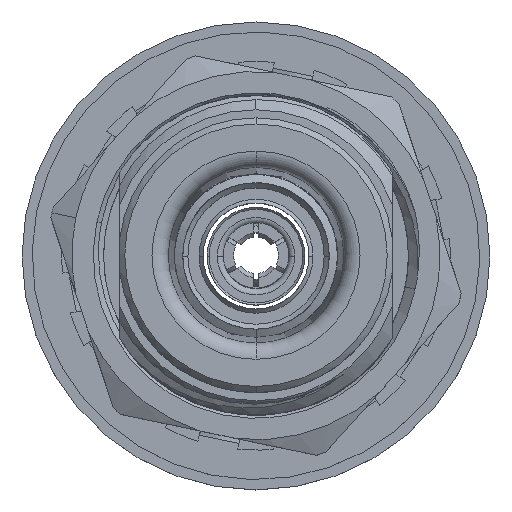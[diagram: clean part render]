
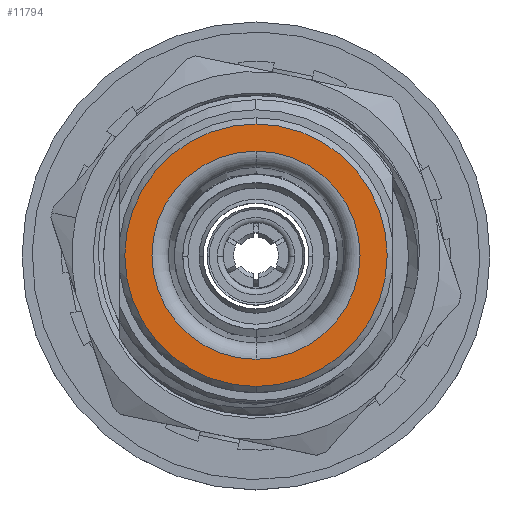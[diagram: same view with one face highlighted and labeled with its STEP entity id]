
A CAD part, top view. The second image highlights one B-rep face of the part: STEP entity #11794.
In plain terms, the highlighted planar face has unit normal (0, 0, 1).
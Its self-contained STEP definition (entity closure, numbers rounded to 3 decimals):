
#1887 = CARTESIAN_POINT ( 'NONE',  ( 0., 5.114, 25.7 ) ) ;
#2453 = DIRECTION ( 'NONE',  ( 0., 0., 1. ) ) ;
#3862 = DIRECTION ( 'NONE',  ( 0., 0., 1. ) ) ;
#3882 = ORIENTED_EDGE ( 'NONE', *, *, #32372, .T. ) ;
#9496 = EDGE_CURVE ( 'NONE', #25703, #58972, #38840, .T. ) ;
#11794 = ADVANCED_FACE ( 'NONE', ( #44672, #25710 ), #54418, .T. ) ;
#13741 = CIRCLE ( 'NONE', #47912, 5.114 ) ;
#16743 = CIRCLE ( 'NONE', #22618, 5.114 ) ;
#16878 = CARTESIAN_POINT ( 'NONE',  ( 0., -6.45, 25.7 ) ) ;
#17328 = DIRECTION ( 'NONE',  ( 0., -1., 0. ) ) ;
#18299 = CARTESIAN_POINT ( 'NONE',  ( 0., 0., 25.7 ) ) ;
#18409 = CARTESIAN_POINT ( 'NONE',  ( 0., 0., 25.7 ) ) ;
#19155 = DIRECTION ( 'NONE',  ( 0., -1., 0. ) ) ;
#22314 = AXIS2_PLACEMENT_3D ( 'NONE', #46978, #52142, #19155 ) ;
#22618 = AXIS2_PLACEMENT_3D ( 'NONE', #18409, #27597, #40461 ) ;
#24098 = ORIENTED_EDGE ( 'NONE', *, *, #41228, .T. ) ;
#24781 = VERTEX_POINT ( 'NONE', #1887 ) ;
#25703 = VERTEX_POINT ( 'NONE', #30805 ) ;
#25710 = FACE_BOUND ( 'NONE', #32772, .T. ) ;
#27597 = DIRECTION ( 'NONE',  ( 0., 0., -1. ) ) ;
#30805 = CARTESIAN_POINT ( 'NONE',  ( 0., 6.45, 25.7 ) ) ;
#31370 = AXIS2_PLACEMENT_3D ( 'NONE', #45483, #3862, #17328 ) ;
#32372 = EDGE_CURVE ( 'NONE', #24781, #42359, #16743, .T. ) ;
#32772 = EDGE_LOOP ( 'NONE', ( #3882, #39666 ) ) ;
#34881 = CARTESIAN_POINT ( 'NONE',  ( 0., -5.114, 25.7 ) ) ;
#38840 = CIRCLE ( 'NONE', #22314, 6.45 ) ;
#39666 = ORIENTED_EDGE ( 'NONE', *, *, #43401, .T. ) ;
#39835 = ORIENTED_EDGE ( 'NONE', *, *, #9496, .T. ) ;
#40461 = DIRECTION ( 'NONE',  ( 0., 1., 0. ) ) ;
#41228 = EDGE_CURVE ( 'NONE', #58972, #25703, #57676, .T. ) ;
#42359 = VERTEX_POINT ( 'NONE', #34881 ) ;
#42424 = DIRECTION ( 'NONE',  ( 0., 1., 0. ) ) ;
#43401 = EDGE_CURVE ( 'NONE', #42359, #24781, #13741, .T. ) ;
#43728 = DIRECTION ( 'NONE',  ( 0., -1., 0. ) ) ;
#44366 = CARTESIAN_POINT ( 'NONE',  ( 0., 5.114, 25.7 ) ) ;
#44672 = FACE_OUTER_BOUND ( 'NONE', #49318, .T. ) ;
#45483 = CARTESIAN_POINT ( 'NONE',  ( 0., 0., 25.7 ) ) ;
#45796 = AXIS2_PLACEMENT_3D ( 'NONE', #44366, #2453, #43728 ) ;
#46725 = DIRECTION ( 'NONE',  ( 0., 0., -1. ) ) ;
#46978 = CARTESIAN_POINT ( 'NONE',  ( 0., 0., 25.7 ) ) ;
#47912 = AXIS2_PLACEMENT_3D ( 'NONE', #18299, #46725, #42424 ) ;
#49318 = EDGE_LOOP ( 'NONE', ( #39835, #24098 ) ) ;
#52142 = DIRECTION ( 'NONE',  ( 0., 0., 1. ) ) ;
#54418 = PLANE ( 'NONE',  #45796 ) ;
#57676 = CIRCLE ( 'NONE', #31370, 6.45 ) ;
#58972 = VERTEX_POINT ( 'NONE', #16878 ) ;
